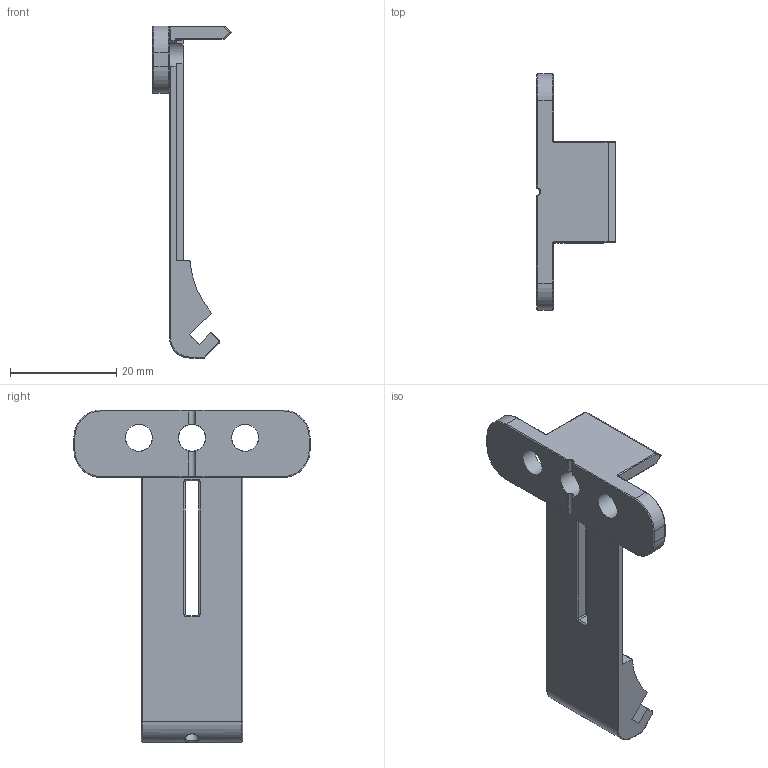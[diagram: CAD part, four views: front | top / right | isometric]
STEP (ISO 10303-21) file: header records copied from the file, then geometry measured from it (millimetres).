
FILE_DESCRIPTION(/* description */ (''),/* implementation_level */ '2;1');
FILE_NAME(/* name */ 'Band Left.step',/* time_stamp */ '2020-08-02T13:49:43-04:00',/* author */ (''),/* organization */ (''),/* preprocessor_version */ 'ST-DEVELOPER v18.1',/* originating_system */ 'Autodesk Translation Framework v9.3.0.1241',/* authorisation */ '');
FILE_SCHEMA (('AUTOMOTIVE_DESIGN { 1 0 10303 214 3 1 1 }'));
Length unit declared in the file: inch
Products named in the file (1): Band Left
Bounding box: 14.82 x 44.45 x 62.49 mm (x, y, z)
Volume: 5695.8 mm3; surface area: 4569.2 mm2
Topology: 1 solids, 1 shells, 144 faces, 364 edges, 217 vertices
Faces by surface type: cylinder 71, plane 40, torus 28, bspline 5
Full cylindrical faces by diameter (mm): 2.54 x1, 5.08 x3
Entity records: 4704 total; most frequent: CARTESIAN_POINT 1161, DIRECTION 770, ORIENTED_EDGE 728, EDGE_CURVE 364, AXIS2_PLACEMENT_3D 295, VERTEX_POINT 217, LINE 180, VECTOR 180
